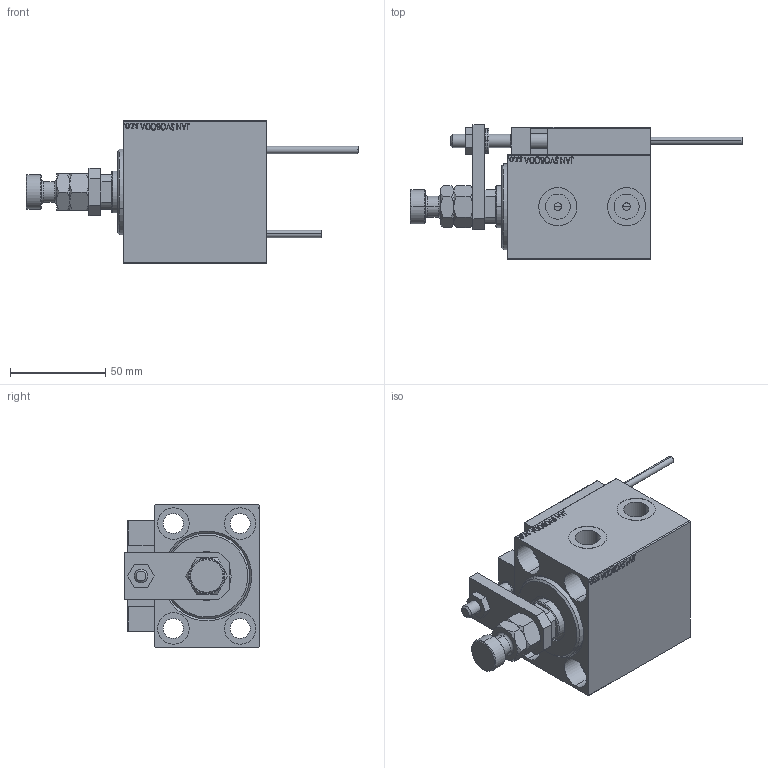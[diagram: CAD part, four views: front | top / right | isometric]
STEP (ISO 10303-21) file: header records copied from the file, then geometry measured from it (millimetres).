
FILE_DESCRIPTION (( 'STEP AP203' ), '1' );
FILE_NAME ('f35a.STEP', '2021-11-01T16:00:35', ( '' ), ( '' ), 'SwSTEP 2.0', 'SolidWorks 2019', '' );
FILE_SCHEMA (( 'CONFIG_CONTROL_DESIGN' ));
Length unit declared in the file: millimetre
Products named in the file (16): Block 46f9360bec2c68793a8eeae5e30d0cfc; V450CM_C 46f9360bec2c68793a8eeae5e30d0cfc; f35a; ZARAZKA 46f9360bec2c68793a8eeae5e30d0cfc; SWITCH_X_FRONT_BACK 46f9360bec2c68793a8eeae5e30d0cfc; MAGNET 46f9360bec2c68793a8eeae5e30d0cfc; KONCOVKA 46f9360bec2c68793a8eeae5e30d0cfc; X_Y_MFA 46f9360bec2c68793a8eeae5e30d0cfc; V450CM_C_VCP 46f9360bec2c68793a8eeae5e30d0cfc; ALLEN BOLT D5 46f9360bec2c68793a8eeae5e30d0cfc; TYC_L79 46f9360bec2c68793a8eeae5e30d0cfc; SWITCH X 46f9360bec2c68793a8eeae5e30d0cfc; ALLEN BOLT D8 46f9360bec2c68793a8eeae5e30d0cfc; NUT_D12 46f9360bec2c68793a8eeae5e30d0cfc; V450CM_VC_B 46f9360bec2c68793a8eeae5e30d0cfc; SWITCH DIM B,W 46f9360bec2c68793a8eeae5e30d0cfc
Assembly tree (25 placements, depth 3):
  f35a
    V450CM_C 46f9360bec2c68793a8eeae5e30d0cfc
    SWITCH X 46f9360bec2c68793a8eeae5e30d0cfc
      SWITCH_X_FRONT_BACK 46f9360bec2c68793a8eeae5e30d0cfc  x2
      TYC_L79 46f9360bec2c68793a8eeae5e30d0cfc
      Block 46f9360bec2c68793a8eeae5e30d0cfc  x2
      ALLEN BOLT D5 46f9360bec2c68793a8eeae5e30d0cfc  x4
      ALLEN BOLT D8 46f9360bec2c68793a8eeae5e30d0cfc  x4
      MAGNET 46f9360bec2c68793a8eeae5e30d0cfc  x2
      KONCOVKA 46f9360bec2c68793a8eeae5e30d0cfc  x2
    NUT_D12 46f9360bec2c68793a8eeae5e30d0cfc
    SWITCH DIM B,W 46f9360bec2c68793a8eeae5e30d0cfc
    ZARAZKA 46f9360bec2c68793a8eeae5e30d0cfc
    V450CM_C_VCP 46f9360bec2c68793a8eeae5e30d0cfc
    V450CM_VC_B 46f9360bec2c68793a8eeae5e30d0cfc
    X_Y_MFA 46f9360bec2c68793a8eeae5e30d0cfc
Bounding box: 174 x 70.5 x 75 mm (x, y, z)
Volume: 317425.6 mm3; surface area: 90349.9 mm2
Topology: 24 solids, 24 shells, 1351 faces, 3220 edges, 2049 vertices
Faces by surface type: plane 581, bspline 380, cylinder 204, cone 134, torus 48, sphere 4
Entity records: 52578 total; most frequent: CARTESIAN_POINT 26760, ORIENTED_EDGE 5460, DIRECTION 3752, EDGE_CURVE 2730, VERTEX_POINT 1773, LINE 1522, VECTOR 1522, EDGE_LOOP 1269
